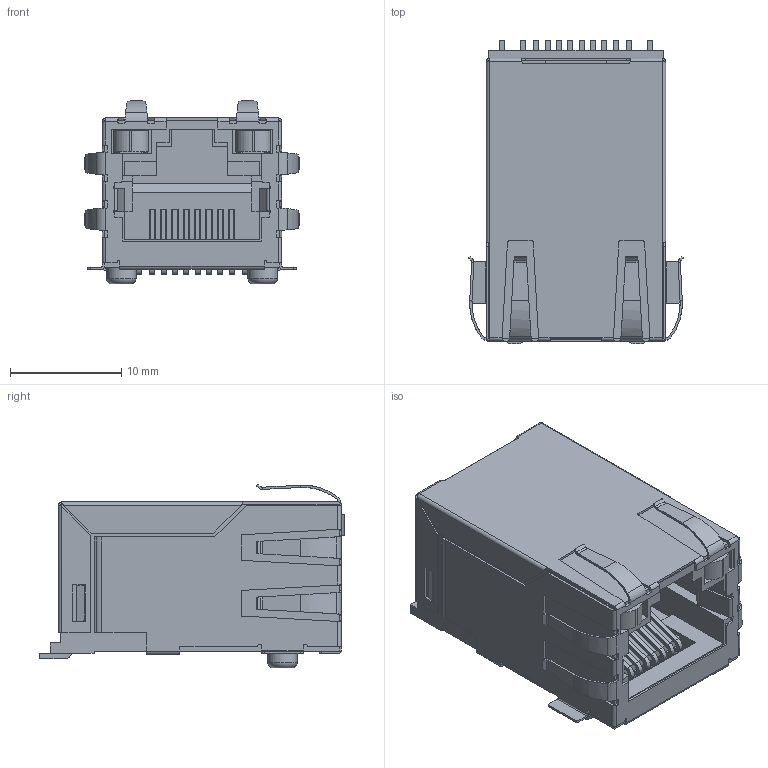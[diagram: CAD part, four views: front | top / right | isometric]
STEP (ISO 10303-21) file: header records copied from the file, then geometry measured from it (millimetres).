
FILE_DESCRIPTION(/* description */ ('Unknown'),/* implementation_level */ '2;1');
FILE_NAME(/* name */ 'T_Wurth_WE-RJ45LAN_7498010210A',/* time_stamp */ '2025-08-21T10:44:12+08:00',/* author */ ('Unknown'),/* organization */ ('Unknown'),/* preprocessor_version */ 'ST-DEVELOPER v19.4',/* originating_system */ 'Solid Edge',/* authorisation */ 'Unknown');
FILE_SCHEMA (('AUTOMOTIVE_DESIGN {1 0 10303 214 3 1 1}'));
Length unit declared in the file: millimetre
Products named in the file (2): T_Wurth_WE-RJ45LAN_7498010210A
Assembly tree (1 placements, depth 2):
  T_Wurth_WE-RJ45LAN_7498010210A
    T_Wurth_WE-RJ45LAN_7498010210A
Bounding box: 19.3 x 27.31 x 16.51 mm (x, y, z)
Volume: 3109.1 mm3; surface area: 5527.8 mm2
Topology: 17 solids, 17 shells, 1041 faces, 2803 edges, 1792 vertices
Faces by surface type: plane 758, cylinder 225, bspline 56, torus 2
Full cylindrical faces by diameter (mm): 2.65 x2
Entity records: 39311 total; most frequent: CARTESIAN_POINT 6926, ORIENTED_EDGE 5598, DIRECTION 4933, EDGE_CURVE 2799, LINE 2215, VECTOR 2215, VERTEX_POINT 1792, AXIS2_PLACEMENT_3D 1359
